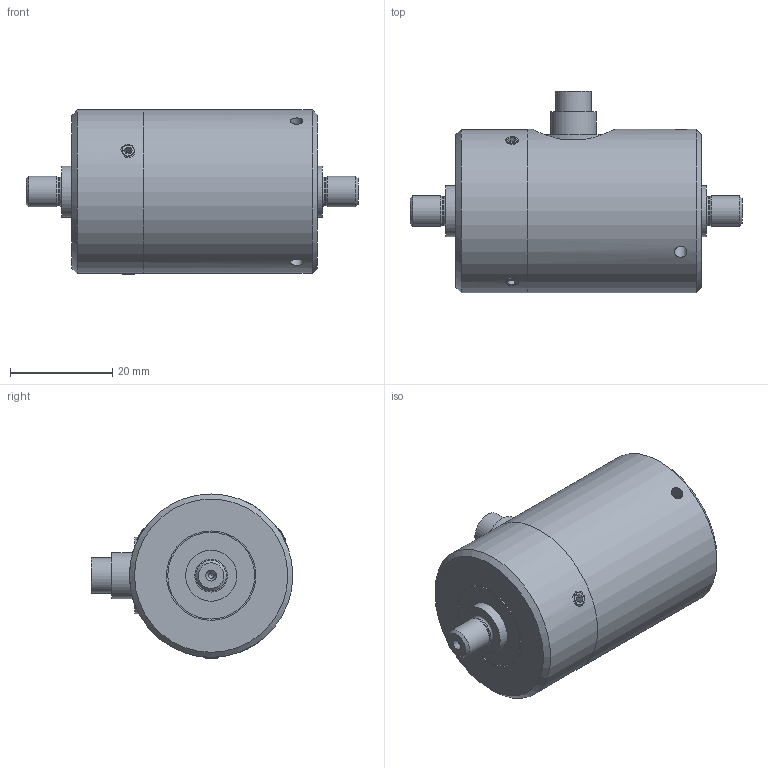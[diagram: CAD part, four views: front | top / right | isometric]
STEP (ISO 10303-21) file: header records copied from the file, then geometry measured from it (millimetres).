
FILE_DESCRIPTION( ( 'Unknown' ), '1' );
FILE_NAME( '2452-Z01_DOC-00077758.stp', 'Unknown', ( 'Unknown' ), ( 'Unknown' ), 'PSStep 17.0.49', 'Unknown', ' ' );
FILE_SCHEMA( ( 'AUTOMOTIVE_DESIGN { 1 0 10303 214 1 1 1 1 }' ) );
Length unit declared in the file: millimetre
Products named in the file (11): Assem1; flanschstecker 7-pol_doc-00011937_8; Gewindestift DIN 914-M3x5; Gewindestift DIN 914-M3x5-oa0; Gewindestift DIN 914-M3x5-oa1; Gewindestift DIN 914-M3x4; Gewindestift DIN 914-M3x4-oa2; Gewindestift DIN 914-M3x4-oa3; 2452-016_DOC-00066356; 2112-011_doc-00048715; 2452-019_DOC-00106227
Assembly tree (10 placements, depth 2):
  Assem1
    flanschstecker 7-pol_doc-00011937_8
    Gewindestift DIN 914-M3x5
    Gewindestift DIN 914-M3x5-oa0
    Gewindestift DIN 914-M3x5-oa1
    Gewindestift DIN 914-M3x4
    Gewindestift DIN 914-M3x4-oa2
    Gewindestift DIN 914-M3x4-oa3
    2452-016_DOC-00066356
    2112-011_doc-00048715
    2452-019_DOC-00106227
Bounding box: 65 x 39.5 x 32.13 mm (x, y, z)
Volume: 38019.4 mm3; surface area: 14119.1 mm2
Topology: 10 solids, 10 shells, 175 faces, 373 edges, 232 vertices
Faces by surface type: plane 105, cylinder 38, cone 30, torus 2
Full cylindrical faces by diameter (mm): 1 x2, 2.459 x6, 3 x6, 5.6 x2, 6 x3, 7 x1, 9 x1, 9.5 x1, 10 x3, 11.459 x1, 12 x1, 15 x1, 17 x1, 17.5 x1, 22 x1, 26 x2, 32 x2
Entity records: 6246 total; most frequent: CARTESIAN_POINT 1229, DIRECTION 752, ORIENTED_EDGE 556, AXIS2_PLACEMENT_3D 303, EDGE_CURVE 278, EDGE_LOOP 272, FACE_OUTER_BOUND 212, VERTEX_POINT 212
